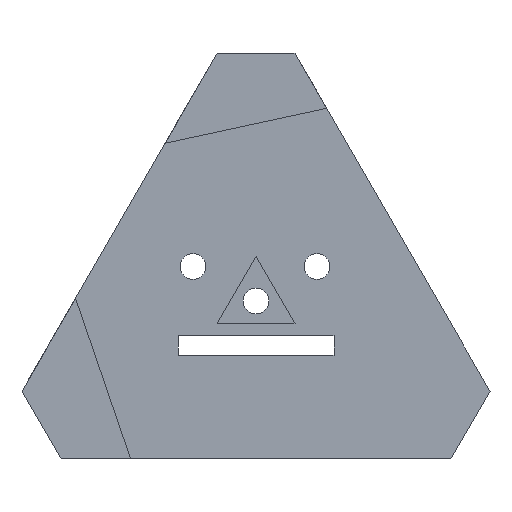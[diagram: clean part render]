
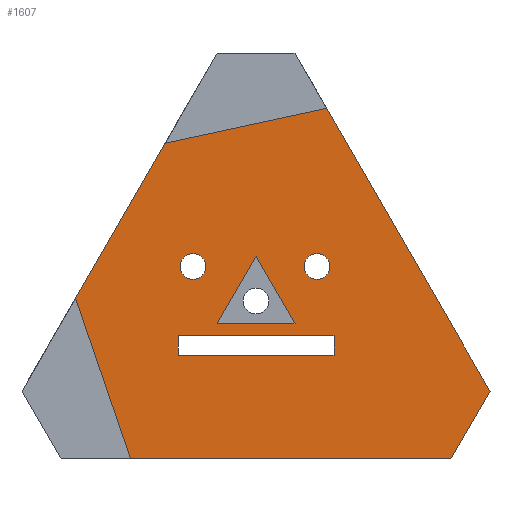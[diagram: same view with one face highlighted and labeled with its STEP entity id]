
A CAD part, front view. The second image highlights one B-rep face of the part: STEP entity #1607.
In plain terms, the highlighted planar face has unit normal (0, -1, 0).
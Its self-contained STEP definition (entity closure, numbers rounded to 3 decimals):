
#52 = AXIS2_PLACEMENT_3D ( 'NONE', #1845, #2699, #105 ) ;
#58 = VECTOR ( 'NONE', #573, 1000. ) ;
#65 = CARTESIAN_POINT ( 'NONE',  ( -7.831, 0., 1.344 ) ) ;
#92 = FACE_BOUND ( 'NONE', #431, .T. ) ;
#101 = EDGE_CURVE ( 'NONE', #1026, #1080, #687, .T. ) ;
#105 = DIRECTION ( 'NONE',  ( 0., 0., -1. ) ) ;
#114 = AXIS2_PLACEMENT_3D ( 'NONE', #852, #1719, #946 ) ;
#140 = EDGE_CURVE ( 'NONE', #2017, #202, #2550, .T. ) ;
#150 = ORIENTED_EDGE ( 'NONE', *, *, #101, .F. ) ;
#155 = AXIS2_PLACEMENT_3D ( 'NONE', #2310, #1212, #789 ) ;
#157 = FACE_BOUND ( 'NONE', #1970, .T. ) ;
#161 = ORIENTED_EDGE ( 'NONE', *, *, #281, .F. ) ;
#177 = EDGE_CURVE ( 'NONE', #822, #1880, #1585, .T. ) ;
#182 = VECTOR ( 'NONE', #826, 1000. ) ;
#185 = VECTOR ( 'NONE', #629, 1000. ) ;
#202 = VERTEX_POINT ( 'NONE', #2209 ) ;
#212 = CARTESIAN_POINT ( 'NONE',  ( -12.831, 0., -7.317 ) ) ;
#281 = EDGE_CURVE ( 'NONE', #202, #2017, #765, .T. ) ;
#295 = ORIENTED_EDGE ( 'NONE', *, *, #1723, .F. ) ;
#329 = EDGE_CURVE ( 'NONE', #480, #1314, #806, .T. ) ;
#372 = ORIENTED_EDGE ( 'NONE', *, *, #2626, .F. ) ;
#392 = CARTESIAN_POINT ( 'NONE',  ( -2.831, 0., 27.324 ) ) ;
#431 = EDGE_LOOP ( 'NONE', ( #458, #1885, #1546 ) ) ;
#442 = CARTESIAN_POINT ( 'NONE',  ( -2.831, 0., 27.324 ) ) ;
#443 = ORIENTED_EDGE ( 'NONE', *, *, #329, .F. ) ;
#458 = ORIENTED_EDGE ( 'NONE', *, *, #884, .F. ) ;
#480 = VERTEX_POINT ( 'NONE', #1710 ) ;
#486 = CARTESIAN_POINT ( 'NONE',  ( -2.831, 0., -7.317 ) ) ;
#506 = CARTESIAN_POINT ( 'NONE',  ( -2.831, 0., -7.317 ) ) ;
#518 = LINE ( 'NONE', #1188, #901 ) ;
#553 = DIRECTION ( 'NONE',  ( 0., 0., 1. ) ) ;
#573 = DIRECTION ( 'NONE',  ( -1., 0., 0. ) ) ;
#629 = DIRECTION ( 'NONE',  ( 0.5, 0., -0.866 ) ) ;
#654 = CARTESIAN_POINT ( 'NONE',  ( -12.831, 0., 27.324 ) ) ;
#657 = LINE ( 'NONE', #1518, #849 ) ;
#662 = CARTESIAN_POINT ( 'NONE',  ( -12.831, 0., 27.324 ) ) ;
#666 = VERTEX_POINT ( 'NONE', #2656 ) ;
#674 = DIRECTION ( 'NONE',  ( 0.5, 0., 0.866 ) ) ;
#687 = LINE ( 'NONE', #662, #2080 ) ;
#690 = CIRCLE ( 'NONE', #52, 1.65 ) ;
#699 = CARTESIAN_POINT ( 'NONE',  ( 17.169, 0., -24.637 ) ) ;
#732 = DIRECTION ( 'NONE',  ( 1., 0., 0. ) ) ;
#758 = CARTESIAN_POINT ( 'NONE',  ( 2.169, 0., -11.375 ) ) ;
#765 = CIRCLE ( 'NONE', #155, 1.65 ) ;
#767 = LINE ( 'NONE', #797, #58 ) ;
#782 = ORIENTED_EDGE ( 'NONE', *, *, #2006, .F. ) ;
#789 = DIRECTION ( 'NONE',  ( 0., 0., -1. ) ) ;
#797 = CARTESIAN_POINT ( 'NONE',  ( -17.831, 0., -8.875 ) ) ;
#806 = LINE ( 'NONE', #758, #961 ) ;
#818 = LINE ( 'NONE', #1288, #1358 ) ;
#822 = VERTEX_POINT ( 'NONE', #506 ) ;
#826 = DIRECTION ( 'NONE',  ( -1., 0., 0. ) ) ;
#849 = VECTOR ( 'NONE', #1320, 1000. ) ;
#852 = CARTESIAN_POINT ( 'NONE',  ( -15.909, 0., 0. ) ) ;
#884 = EDGE_CURVE ( 'NONE', #1880, #2388, #518, .T. ) ;
#901 = VECTOR ( 'NONE', #1576, 1000. ) ;
#909 = EDGE_CURVE ( 'NONE', #2220, #2167, #2532, .T. ) ;
#942 = CARTESIAN_POINT ( 'NONE',  ( -17.831, 0., -11.375 ) ) ;
#946 = DIRECTION ( 'NONE',  ( 0., 0., -1. ) ) ;
#957 = DIRECTION ( 'NONE',  ( 0., 1., 0. ) ) ;
#961 = VECTOR ( 'NONE', #2061, 1000. ) ;
#986 = VECTOR ( 'NONE', #1255, 1000. ) ;
#997 = VECTOR ( 'NONE', #1609, 1000. ) ;
#1026 = VERTEX_POINT ( 'NONE', #1959 ) ;
#1032 = DIRECTION ( 'NONE',  ( -0.5, 0., -0.866 ) ) ;
#1067 = ORIENTED_EDGE ( 'NONE', *, *, #1342, .F. ) ;
#1080 = VERTEX_POINT ( 'NONE', #654 ) ;
#1176 = DIRECTION ( 'NONE',  ( 0., 0., -1. ) ) ;
#1178 = LINE ( 'NONE', #942, #2299 ) ;
#1179 = ORIENTED_EDGE ( 'NONE', *, *, #1957, .F. ) ;
#1183 = CARTESIAN_POINT ( 'NONE',  ( 22.169, 0., -15.977 ) ) ;
#1188 = CARTESIAN_POINT ( 'NONE',  ( -7.831, 0., 1.344 ) ) ;
#1195 = LINE ( 'NONE', #1386, #2690 ) ;
#1212 = DIRECTION ( 'NONE',  ( 0., -1., 0. ) ) ;
#1255 = DIRECTION ( 'NONE',  ( 1., 0., 0. ) ) ;
#1288 = CARTESIAN_POINT ( 'NONE',  ( 17.169, 0., -24.637 ) ) ;
#1314 = VERTEX_POINT ( 'NONE', #1459 ) ;
#1320 = DIRECTION ( 'NONE',  ( 1., 0., 0. ) ) ;
#1331 = ORIENTED_EDGE ( 'NONE', *, *, #140, .F. ) ;
#1342 = EDGE_CURVE ( 'NONE', #1751, #2278, #1954, .T. ) ;
#1358 = VECTOR ( 'NONE', #1032, 1000. ) ;
#1386 = CARTESIAN_POINT ( 'NONE',  ( -32.831, 0., -24.637 ) ) ;
#1394 = DIRECTION ( 'NONE',  ( 0., -1., 0. ) ) ;
#1414 = FACE_OUTER_BOUND ( 'NONE', #2314, .T. ) ;
#1435 = CARTESIAN_POINT ( 'NONE',  ( 0., 0., 0. ) ) ;
#1459 = CARTESIAN_POINT ( 'NONE',  ( 2.169, 0., -8.875 ) ) ;
#1462 = EDGE_LOOP ( 'NONE', ( #161, #1331 ) ) ;
#1489 = AXIS2_PLACEMENT_3D ( 'NONE', #1833, #957, #553 ) ;
#1518 = CARTESIAN_POINT ( 'NONE',  ( -12.831, 0., -7.317 ) ) ;
#1537 = CARTESIAN_POINT ( 'NONE',  ( 22.169, 0., -15.977 ) ) ;
#1546 = ORIENTED_EDGE ( 'NONE', *, *, #2430, .F. ) ;
#1573 = EDGE_CURVE ( 'NONE', #2167, #1026, #1195, .T. ) ;
#1576 = DIRECTION ( 'NONE',  ( -0.5, 0., -0.866 ) ) ;
#1585 = LINE ( 'NONE', #486, #997 ) ;
#1607 = ADVANCED_FACE ( 'NONE', ( #1624, #1608, #157, #92, #1414 ), #2490, .F. ) ;
#1608 = FACE_BOUND ( 'NONE', #1462, .T. ) ;
#1609 = DIRECTION ( 'NONE',  ( -0.5, 0., 0.866 ) ) ;
#1624 = FACE_BOUND ( 'NONE', #1757, .T. ) ;
#1687 = AXIS2_PLACEMENT_3D ( 'NONE', #1435, #1394, #1176 ) ;
#1710 = CARTESIAN_POINT ( 'NONE',  ( 2.169, 0., -11.375 ) ) ;
#1712 = CARTESIAN_POINT ( 'NONE',  ( 0., 0., 1.65 ) ) ;
#1719 = DIRECTION ( 'NONE',  ( 0., -1., 0. ) ) ;
#1723 = EDGE_CURVE ( 'NONE', #1080, #1751, #1892, .T. ) ;
#1725 = VERTEX_POINT ( 'NONE', #1712 ) ;
#1740 = EDGE_CURVE ( 'NONE', #2278, #2220, #818, .T. ) ;
#1748 = CARTESIAN_POINT ( 'NONE',  ( -32.831, 0., -24.637 ) ) ;
#1751 = VERTEX_POINT ( 'NONE', #442 ) ;
#1757 = EDGE_LOOP ( 'NONE', ( #372, #2553 ) ) ;
#1810 = VECTOR ( 'NONE', #732, 1000. ) ;
#1829 = DIRECTION ( 'NONE',  ( 0., 0., -1. ) ) ;
#1833 = CARTESIAN_POINT ( 'NONE',  ( 33.156, 0., 8.313 ) ) ;
#1845 = CARTESIAN_POINT ( 'NONE',  ( 0., 0., 0. ) ) ;
#1861 = CARTESIAN_POINT ( 'NONE',  ( -15.909, 0., 1.65 ) ) ;
#1880 = VERTEX_POINT ( 'NONE', #65 ) ;
#1885 = ORIENTED_EDGE ( 'NONE', *, *, #177, .F. ) ;
#1892 = LINE ( 'NONE', #392, #986 ) ;
#1941 = EDGE_CURVE ( 'NONE', #1725, #666, #690, .T. ) ;
#1954 = LINE ( 'NONE', #1537, #185 ) ;
#1957 = EDGE_CURVE ( 'NONE', #2725, #2183, #1178, .T. ) ;
#1959 = CARTESIAN_POINT ( 'NONE',  ( -37.831, 0., -15.977 ) ) ;
#1970 = EDGE_LOOP ( 'NONE', ( #782, #1179, #2752, #443 ) ) ;
#1998 = CARTESIAN_POINT ( 'NONE',  ( -17.831, 0., -11.375 ) ) ;
#2006 = EDGE_CURVE ( 'NONE', #2183, #480, #2667, .T. ) ;
#2016 = CARTESIAN_POINT ( 'NONE',  ( -17.831, 0., -11.375 ) ) ;
#2017 = VERTEX_POINT ( 'NONE', #1861 ) ;
#2061 = DIRECTION ( 'NONE',  ( 0., 0., 1. ) ) ;
#2080 = VECTOR ( 'NONE', #674, 1000. ) ;
#2143 = ORIENTED_EDGE ( 'NONE', *, *, #1740, .F. ) ;
#2147 = CARTESIAN_POINT ( 'NONE',  ( -17.831, 0., -8.875 ) ) ;
#2167 = VERTEX_POINT ( 'NONE', #1748 ) ;
#2173 = ORIENTED_EDGE ( 'NONE', *, *, #1573, .F. ) ;
#2183 = VERTEX_POINT ( 'NONE', #1998 ) ;
#2209 = CARTESIAN_POINT ( 'NONE',  ( -15.909, 0., -1.65 ) ) ;
#2220 = VERTEX_POINT ( 'NONE', #699 ) ;
#2241 = DIRECTION ( 'NONE',  ( -0.5, 0., 0.866 ) ) ;
#2278 = VERTEX_POINT ( 'NONE', #1183 ) ;
#2299 = VECTOR ( 'NONE', #1829, 1000. ) ;
#2310 = CARTESIAN_POINT ( 'NONE',  ( -15.909, 0., 0. ) ) ;
#2314 = EDGE_LOOP ( 'NONE', ( #2173, #2707, #2143, #1067, #295, #150 ) ) ;
#2388 = VERTEX_POINT ( 'NONE', #212 ) ;
#2430 = EDGE_CURVE ( 'NONE', #2388, #822, #657, .T. ) ;
#2490 = PLANE ( 'NONE',  #1489 ) ;
#2532 = LINE ( 'NONE', #2547, #182 ) ;
#2536 = CIRCLE ( 'NONE', #1687, 1.65 ) ;
#2547 = CARTESIAN_POINT ( 'NONE',  ( -32.831, 0., -24.637 ) ) ;
#2550 = CIRCLE ( 'NONE', #114, 1.65 ) ;
#2553 = ORIENTED_EDGE ( 'NONE', *, *, #1941, .F. ) ;
#2626 = EDGE_CURVE ( 'NONE', #666, #1725, #2536, .T. ) ;
#2651 = EDGE_CURVE ( 'NONE', #1314, #2725, #767, .T. ) ;
#2656 = CARTESIAN_POINT ( 'NONE',  ( 0., 0., -1.65 ) ) ;
#2667 = LINE ( 'NONE', #2016, #1810 ) ;
#2690 = VECTOR ( 'NONE', #2241, 1000. ) ;
#2699 = DIRECTION ( 'NONE',  ( 0., -1., 0. ) ) ;
#2707 = ORIENTED_EDGE ( 'NONE', *, *, #909, .F. ) ;
#2725 = VERTEX_POINT ( 'NONE', #2147 ) ;
#2752 = ORIENTED_EDGE ( 'NONE', *, *, #2651, .F. ) ;
